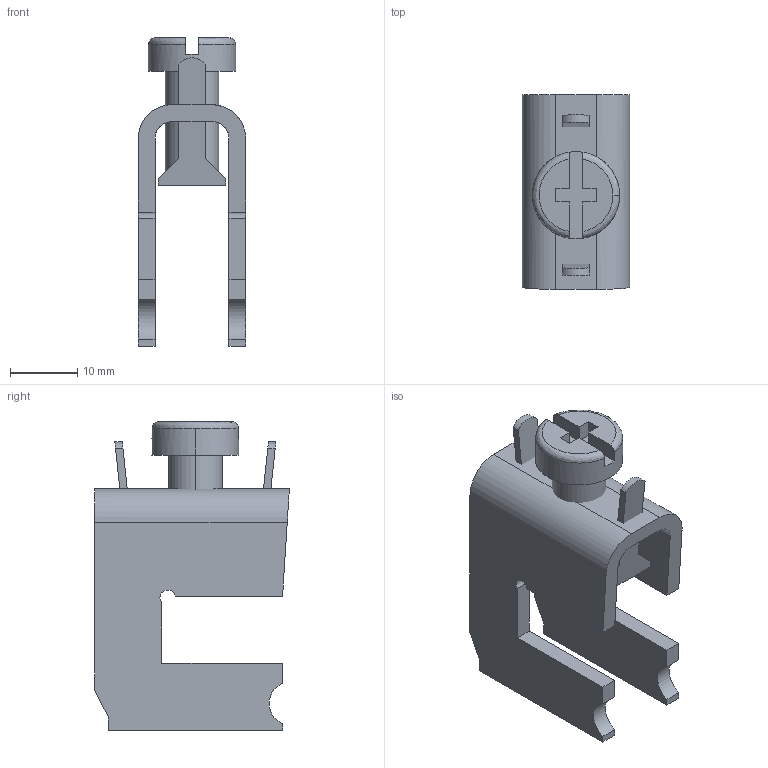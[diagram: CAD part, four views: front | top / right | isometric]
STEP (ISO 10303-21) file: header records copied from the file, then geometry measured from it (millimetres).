
FILE_DESCRIPTION (( 'STEP AP214' ), '1' );
FILE_NAME ('CK-135.STEP', '2017-05-17T13:47:28', ( '' ), ( '' ), 'SwSTEP 2.0', 'SolidWorks 2017', '' );
FILE_SCHEMA (( 'AUTOMOTIVE_DESIGN' ));
Length unit declared in the file: millimetre
Products named in the file (5): 80203000; 71183000; 71199000; CK-135; CK-135_0
Assembly tree (4 placements, depth 3):
  CK-135
    CK-135_0
      71183000
      80203000
      71199000
Bounding box: 16 x 29 x 46 mm (x, y, z)
Volume: 6305 mm3; surface area: 6193.9 mm2
Topology: 3 solids, 3 shells, 78 faces, 212 edges, 139 vertices
Faces by surface type: plane 57, cylinder 16, bspline 3, cone 2
Entity records: 3554 total; most frequent: CARTESIAN_POINT 587, ORIENTED_EDGE 424, DIRECTION 386, EDGE_CURVE 212, VECTOR 158, LINE 158, VERTEX_POINT 139, AXIS2_PLACEMENT_3D 114
